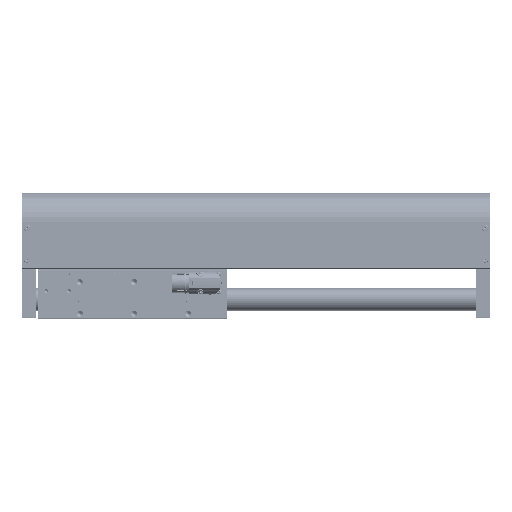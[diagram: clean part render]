
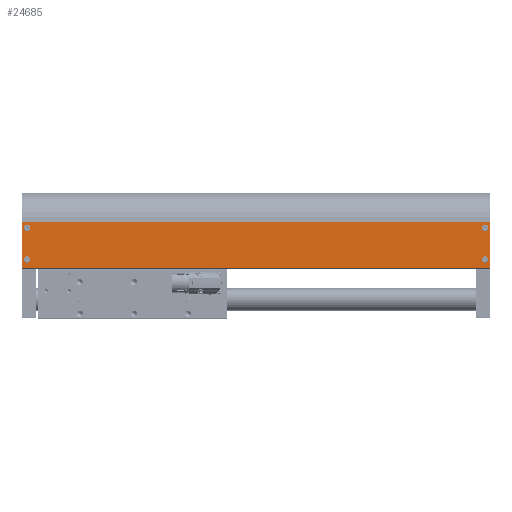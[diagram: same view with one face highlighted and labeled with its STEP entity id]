
A CAD part, top view. The second image highlights one B-rep face of the part: STEP entity #24685.
In plain terms, the highlighted face is planar.
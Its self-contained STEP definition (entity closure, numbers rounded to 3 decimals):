
#1259 = VERTEX_POINT ( 'NONE', #6966 ) ;
#2002 = CARTESIAN_POINT ( 'NONE',  ( -32., 0., 0. ) ) ;
#2238 = DIRECTION ( 'NONE',  ( -1., 0., 0. ) ) ;
#2430 = DIRECTION ( 'NONE',  ( 1., 0., 0. ) ) ;
#2707 = VERTEX_POINT ( 'NONE', #52488 ) ;
#3152 = DIRECTION ( 'NONE',  ( 0., 0., 1. ) ) ;
#3389 = AXIS2_PLACEMENT_3D ( 'NONE', #14996, #71728, #3152 ) ;
#3893 = CARTESIAN_POINT ( 'NONE',  ( -32., -51.5, 0. ) ) ;
#4887 = DIRECTION ( 'NONE',  ( 0., 1., 0. ) ) ;
#4991 = EDGE_CURVE ( 'NONE', #1259, #1259, #34674, .T. ) ;
#6839 = CARTESIAN_POINT ( 'NONE',  ( -32., 0., 517. ) ) ;
#6966 = CARTESIAN_POINT ( 'NONE',  ( -32., -42., 7.4 ) ) ;
#7470 = DIRECTION ( 'NONE',  ( 0., -1., 0. ) ) ;
#7655 = CARTESIAN_POINT ( 'NONE',  ( -32., -42., 512. ) ) ;
#9523 = ORIENTED_EDGE ( 'NONE', *, *, #32410, .T. ) ;
#10035 = DIRECTION ( 'NONE',  ( 0., 0., 1. ) ) ;
#10501 = DIRECTION ( 'NONE',  ( 0., 0., 1. ) ) ;
#11430 = VERTEX_POINT ( 'NONE', #2002 ) ;
#13458 = FACE_BOUND ( 'NONE', #34397, .T. ) ;
#14996 = CARTESIAN_POINT ( 'NONE',  ( -32., -42., 5. ) ) ;
#16587 = EDGE_LOOP ( 'NONE', ( #65259 ) ) ;
#16800 = VERTEX_POINT ( 'NONE', #36741 ) ;
#19294 = LINE ( 'NONE', #50345, #43281 ) ;
#19779 = CARTESIAN_POINT ( 'NONE',  ( -32., 0., 517. ) ) ;
#19862 = EDGE_CURVE ( 'NONE', #75827, #28232, #56880, .T. ) ;
#20876 = EDGE_LOOP ( 'NONE', ( #9523, #34716, #35626, #35233 ) ) ;
#20936 = CARTESIAN_POINT ( 'NONE',  ( -32., -51.5, 517. ) ) ;
#23077 = ORIENTED_EDGE ( 'NONE', *, *, #72153, .F. ) ;
#24685 = ADVANCED_FACE ( 'NONE', ( #25682, #69380, #13458, #51018, #38710 ), #63591, .F. ) ;
#25682 = FACE_OUTER_BOUND ( 'NONE', #20876, .T. ) ;
#26293 = CARTESIAN_POINT ( 'NONE',  ( -32., -7., 5. ) ) ;
#27138 = ORIENTED_EDGE ( 'NONE', *, *, #40522, .F. ) ;
#27328 = EDGE_CURVE ( 'NONE', #43126, #28232, #19294, .T. ) ;
#27623 = DIRECTION ( 'NONE',  ( -1., 0., 0. ) ) ;
#28232 = VERTEX_POINT ( 'NONE', #20936 ) ;
#32410 = EDGE_CURVE ( 'NONE', #11430, #43126, #49947, .T. ) ;
#34397 = EDGE_LOOP ( 'NONE', ( #23077 ) ) ;
#34674 = CIRCLE ( 'NONE', #3389, 2.4 ) ;
#34716 = ORIENTED_EDGE ( 'NONE', *, *, #27328, .T. ) ;
#35233 = ORIENTED_EDGE ( 'NONE', *, *, #58094, .T. ) ;
#35626 = ORIENTED_EDGE ( 'NONE', *, *, #19862, .F. ) ;
#36741 = CARTESIAN_POINT ( 'NONE',  ( -32., -7., 514.4 ) ) ;
#38510 = DIRECTION ( 'NONE',  ( 0., -1., 0. ) ) ;
#38710 = FACE_BOUND ( 'NONE', #60851, .T. ) ;
#40522 = EDGE_CURVE ( 'NONE', #50100, #50100, #50253, .T. ) ;
#43126 = VERTEX_POINT ( 'NONE', #3893 ) ;
#43281 = VECTOR ( 'NONE', #62556, 1000. ) ;
#44192 = EDGE_LOOP ( 'NONE', ( #63409 ) ) ;
#47591 = DIRECTION ( 'NONE',  ( -1., 0., 0. ) ) ;
#48417 = AXIS2_PLACEMENT_3D ( 'NONE', #7655, #27623, #10501 ) ;
#48442 = CARTESIAN_POINT ( 'NONE',  ( -32., 0., 517. ) ) ;
#49947 = LINE ( 'NONE', #62546, #50191 ) ;
#50100 = VERTEX_POINT ( 'NONE', #55796 ) ;
#50191 = VECTOR ( 'NONE', #7470, 1000. ) ;
#50253 = CIRCLE ( 'NONE', #55444, 2.4 ) ;
#50345 = CARTESIAN_POINT ( 'NONE',  ( -32., -51.5, 517. ) ) ;
#50933 = DIRECTION ( 'NONE',  ( 0., 0., -1. ) ) ;
#51018 = FACE_BOUND ( 'NONE', #16587, .T. ) ;
#52488 = CARTESIAN_POINT ( 'NONE',  ( -32., -42., 514.4 ) ) ;
#53350 = AXIS2_PLACEMENT_3D ( 'NONE', #58289, #2430, #4887 ) ;
#55444 = AXIS2_PLACEMENT_3D ( 'NONE', #26293, #2238, #63812 ) ;
#55796 = CARTESIAN_POINT ( 'NONE',  ( -32., -7., 7.4 ) ) ;
#56063 = CIRCLE ( 'NONE', #65191, 2.4 ) ;
#56880 = LINE ( 'NONE', #19779, #66760 ) ;
#58094 = EDGE_CURVE ( 'NONE', #75827, #11430, #75373, .T. ) ;
#58289 = CARTESIAN_POINT ( 'NONE',  ( -32., 0., 517. ) ) ;
#60851 = EDGE_LOOP ( 'NONE', ( #27138 ) ) ;
#60857 = EDGE_CURVE ( 'NONE', #2707, #2707, #79666, .T. ) ;
#62546 = CARTESIAN_POINT ( 'NONE',  ( -32., 0., 0. ) ) ;
#62556 = DIRECTION ( 'NONE',  ( 0., 0., 1. ) ) ;
#63409 = ORIENTED_EDGE ( 'NONE', *, *, #60857, .F. ) ;
#63591 = PLANE ( 'NONE',  #53350 ) ;
#63812 = DIRECTION ( 'NONE',  ( 0., 0., 1. ) ) ;
#65191 = AXIS2_PLACEMENT_3D ( 'NONE', #66296, #47591, #10035 ) ;
#65259 = ORIENTED_EDGE ( 'NONE', *, *, #4991, .F. ) ;
#66296 = CARTESIAN_POINT ( 'NONE',  ( -32., -7., 512. ) ) ;
#66760 = VECTOR ( 'NONE', #38510, 1000. ) ;
#69380 = FACE_BOUND ( 'NONE', #44192, .T. ) ;
#70220 = VECTOR ( 'NONE', #50933, 1000. ) ;
#71728 = DIRECTION ( 'NONE',  ( -1., 0., 0. ) ) ;
#72153 = EDGE_CURVE ( 'NONE', #16800, #16800, #56063, .T. ) ;
#75373 = LINE ( 'NONE', #6839, #70220 ) ;
#75827 = VERTEX_POINT ( 'NONE', #48442 ) ;
#79666 = CIRCLE ( 'NONE', #48417, 2.4 ) ;
